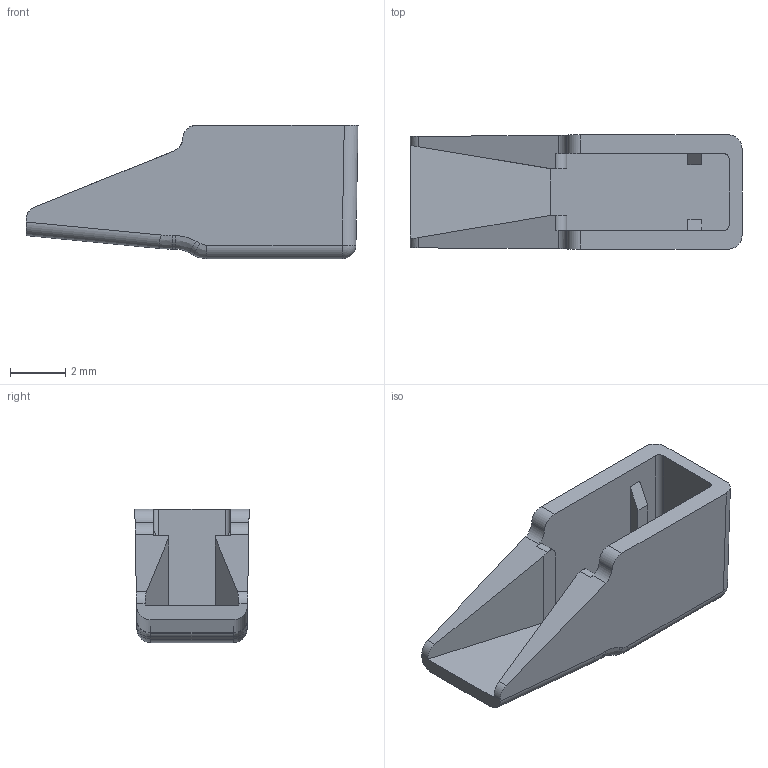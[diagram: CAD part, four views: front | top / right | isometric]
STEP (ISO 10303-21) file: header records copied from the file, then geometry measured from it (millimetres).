
FILE_DESCRIPTION(/* description */ (''),/* implementation_level */ '2;1');
FILE_NAME(/* name */ '17200_SQIK25-10_iso.stp',/* time_stamp */ '2011-08-08T11:24:33+02:00',/* author */ (''),/* organization */ (''),/* preprocessor_version */ 'ST-DEVELOPER v11',/* originating_system */ 'SIEMENS UGS NX 6.0',/* authorisation */ '');
FILE_SCHEMA (('CONFIG_CONTROL_DESIGN'));
Length unit declared in the file: millimetre
Products named in the file (1): 17200_SQIK25-10_iso
Bounding box: 12.07 x 4.16 x 4.85 mm (x, y, z)
Volume: 87.9 mm3; surface area: 286.4 mm2
Topology: 1 solids, 1 shells, 64 faces, 162 edges, 100 vertices
Faces by surface type: plane 32, cylinder 24, bspline 6, sphere 2
Entity records: 2026 total; most frequent: CARTESIAN_POINT 391, DIRECTION 332, ORIENTED_EDGE 320, EDGE_CURVE 160, AXIS2_PLACEMENT_3D 113, LINE 106, VECTOR 106, VERTEX_POINT 100
